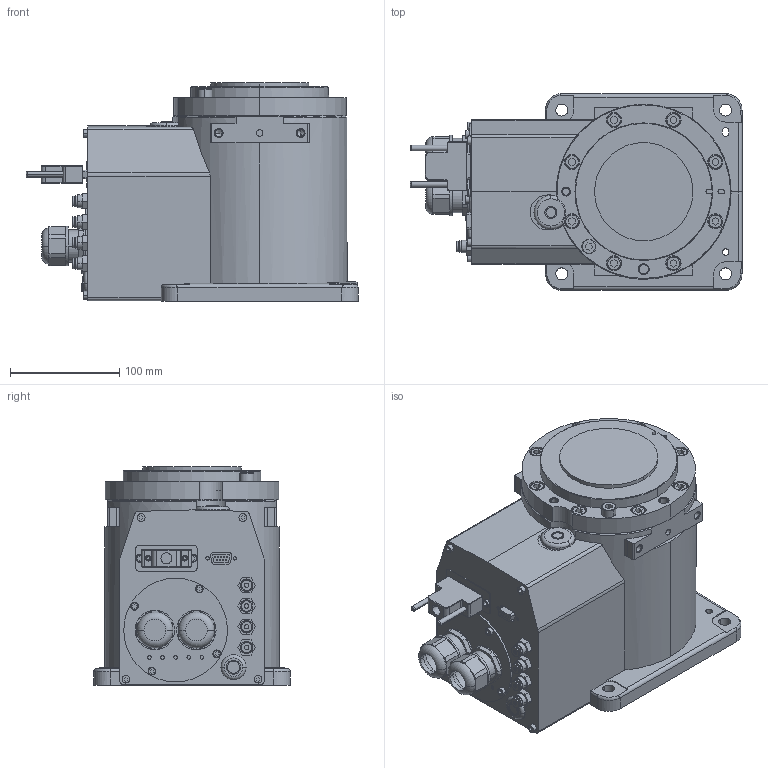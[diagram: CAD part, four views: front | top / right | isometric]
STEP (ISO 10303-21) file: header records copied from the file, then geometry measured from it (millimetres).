
FILE_DESCRIPTION((''),'2;1');
FILE_NAME('PRT0001','2014-04-16T',('Vince'),(''),'PRO/ENGINEER BY PARAMETRIC TECHNOLOGY CORPORATION, 2010480','PRO/ENGINEER BY PARAMETRIC TECHNOLOGY CORPORATION, 2010480','');
FILE_SCHEMA(('CONFIG_CONTROL_DESIGN'));
Length unit declared in the file: millimetre
Products named in the file (1): PRT0001
Bounding box: 304 x 180 x 200 mm (x, y, z)
Volume: 5845579.7 mm3; surface area: 293252.8 mm2
Topology: 1 solids, 1 shells, 924 faces, 2207 edges, 1403 vertices
Faces by surface type: plane 506, cylinder 314, cone 68, torus 36
Entity records: 26955 total; most frequent: CARTESIAN_POINT 4835, DIRECTION 4800, ORIENTED_EDGE 4398, EDGE_CURVE 2199, AXIS2_PLACEMENT_3D 1737, VERTEX_POINT 1403, VECTOR 1326, LINE 1326
